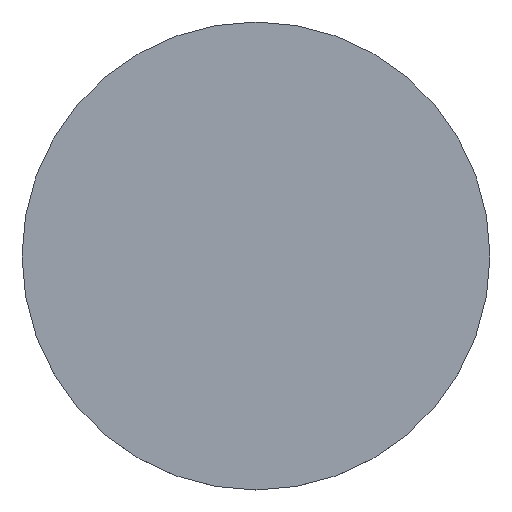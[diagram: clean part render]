
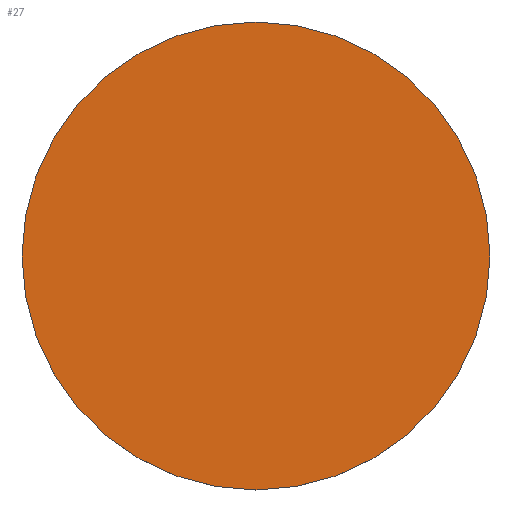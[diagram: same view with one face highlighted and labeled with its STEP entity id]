
A CAD part, top view. The second image highlights one B-rep face of the part: STEP entity #27.
In plain terms, the highlighted planar face has unit normal (0, 0, 1).
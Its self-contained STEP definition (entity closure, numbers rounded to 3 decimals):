
#1 = AXIS2_PLACEMENT_3D ( 'NONE', #140, #155, #86 ) ;
#6 = DIRECTION ( 'NONE',  ( 0., 0., 1. ) ) ;
#13 = VERTEX_POINT ( 'NONE', #19 ) ;
#19 = CARTESIAN_POINT ( 'NONE',  ( 10., 0., 0.5 ) ) ;
#27 = ADVANCED_FACE ( 'NONE', ( #160 ), #82, .T. ) ;
#37 = DIRECTION ( 'NONE',  ( 1., 0., 0. ) ) ;
#44 = VERTEX_POINT ( 'NONE', #96 ) ;
#45 = AXIS2_PLACEMENT_3D ( 'NONE', #136, #6, #150 ) ;
#59 = EDGE_CURVE ( 'NONE', #13, #44, #91, .T. ) ;
#67 = EDGE_LOOP ( 'NONE', ( #79, #117 ) ) ;
#76 = DIRECTION ( 'NONE',  ( 0., 0., 1. ) ) ;
#79 = ORIENTED_EDGE ( 'NONE', *, *, #167, .T. ) ;
#82 = PLANE ( 'NONE',  #45 ) ;
#86 = DIRECTION ( 'NONE',  ( 1., 0., 0. ) ) ;
#91 = CIRCLE ( 'NONE', #132, 10. ) ;
#96 = CARTESIAN_POINT ( 'NONE',  ( -10., 0., 0.5 ) ) ;
#117 = ORIENTED_EDGE ( 'NONE', *, *, #59, .T. ) ;
#132 = AXIS2_PLACEMENT_3D ( 'NONE', #169, #76, #37 ) ;
#136 = CARTESIAN_POINT ( 'NONE',  ( 0., 0., 0.5 ) ) ;
#140 = CARTESIAN_POINT ( 'NONE',  ( 0., 0., 0.5 ) ) ;
#146 = CIRCLE ( 'NONE', #1, 10. ) ;
#150 = DIRECTION ( 'NONE',  ( 1., 0., 0. ) ) ;
#155 = DIRECTION ( 'NONE',  ( 0., 0., 1. ) ) ;
#160 = FACE_OUTER_BOUND ( 'NONE', #67, .T. ) ;
#167 = EDGE_CURVE ( 'NONE', #44, #13, #146, .T. ) ;
#169 = CARTESIAN_POINT ( 'NONE',  ( 0., 0., 0.5 ) ) ;
